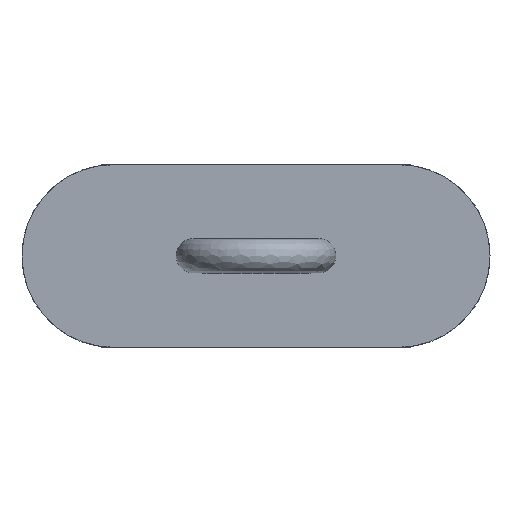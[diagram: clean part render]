
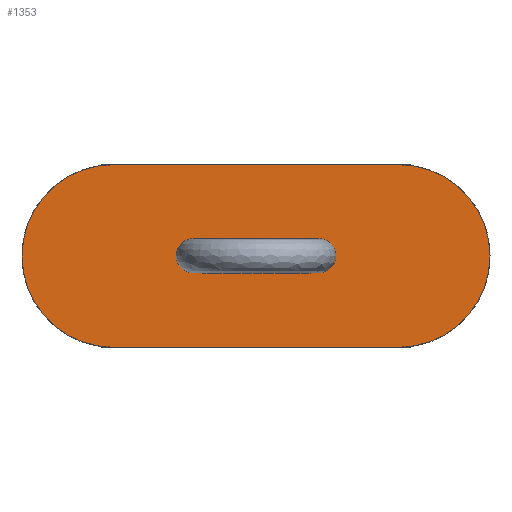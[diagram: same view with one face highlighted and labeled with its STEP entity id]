
A CAD part, top view. The second image highlights one B-rep face of the part: STEP entity #1353.
In plain terms, the highlighted planar face has unit normal (0, 0, 1).
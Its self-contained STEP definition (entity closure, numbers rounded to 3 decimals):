
#27=FACE_BOUND('',#200,.T.);
#42=CIRCLE('',#1419,16.);
#51=CIRCLE('',#1435,16.);
#55=CIRCLE('',#1484,2.75);
#56=CIRCLE('',#1485,2.75);
#119=FACE_OUTER_BOUND('',#199,.T.);
#199=EDGE_LOOP('',(#1129,#1130,#1131,#1132));
#200=EDGE_LOOP('',(#1133,#1134,#1135,#1136));
#366=LINE('',#2216,#510);
#374=LINE('',#2225,#518);
#375=LINE('',#2231,#519);
#376=LINE('',#2234,#520);
#510=VECTOR('',#1824,10.);
#518=VECTOR('',#1834,10.);
#519=VECTOR('',#1839,10.);
#520=VECTOR('',#1842,10.);
#549=VERTEX_POINT('',#1955);
#550=VERTEX_POINT('',#1957);
#561=VERTEX_POINT('',#1988);
#562=VERTEX_POINT('',#1990);
#629=VERTEX_POINT('',#2227);
#630=VERTEX_POINT('',#2228);
#631=VERTEX_POINT('',#2230);
#632=VERTEX_POINT('',#2232);
#673=EDGE_CURVE('',#550,#549,#42,.T.);
#690=EDGE_CURVE('',#562,#561,#51,.T.);
#806=EDGE_CURVE('',#549,#562,#366,.T.);
#814=EDGE_CURVE('',#561,#550,#374,.T.);
#815=EDGE_CURVE('',#629,#630,#55,.T.);
#816=EDGE_CURVE('',#631,#629,#375,.T.);
#817=EDGE_CURVE('',#632,#631,#56,.T.);
#818=EDGE_CURVE('',#630,#632,#376,.T.);
#1129=ORIENTED_EDGE('',*,*,#673,.T.);
#1130=ORIENTED_EDGE('',*,*,#806,.T.);
#1131=ORIENTED_EDGE('',*,*,#690,.T.);
#1132=ORIENTED_EDGE('',*,*,#814,.T.);
#1133=ORIENTED_EDGE('',*,*,#815,.F.);
#1134=ORIENTED_EDGE('',*,*,#816,.F.);
#1135=ORIENTED_EDGE('',*,*,#817,.F.);
#1136=ORIENTED_EDGE('',*,*,#818,.F.);
#1279=PLANE('',#1483);
#1353=ADVANCED_FACE('',(#119,#27),#1279,.T.);
#1419=AXIS2_PLACEMENT_3D('',#1958,#1581,#1582);
#1435=AXIS2_PLACEMENT_3D('',#1991,#1618,#1619);
#1483=AXIS2_PLACEMENT_3D('',#2226,#1835,#1836);
#1484=AXIS2_PLACEMENT_3D('',#2229,#1837,#1838);
#1485=AXIS2_PLACEMENT_3D('',#2233,#1840,#1841);
#1581=DIRECTION('center_axis',(0.,0.,1.));
#1582=DIRECTION('ref_axis',(0.,1.,0.));
#1618=DIRECTION('center_axis',(0.,0.,1.));
#1619=DIRECTION('ref_axis',(0.,-1.,0.));
#1824=DIRECTION('',(-1.,0.,0.));
#1834=DIRECTION('',(1.,0.,0.));
#1835=DIRECTION('center_axis',(0.,0.,1.));
#1836=DIRECTION('ref_axis',(-1.,0.,0.));
#1837=DIRECTION('center_axis',(0.,0.,1.));
#1838=DIRECTION('ref_axis',(0.,-1.,0.));
#1839=DIRECTION('',(-1.,0.,0.));
#1840=DIRECTION('center_axis',(0.,0.,1.));
#1841=DIRECTION('ref_axis',(0.,1.,0.));
#1842=DIRECTION('',(1.,0.,0.));
#1955=CARTESIAN_POINT('',(24.984,16.,2.4));
#1957=CARTESIAN_POINT('',(24.984,-16.,2.4));
#1958=CARTESIAN_POINT('Origin',(24.984,0.,2.4));
#1988=CARTESIAN_POINT('',(-25.016,-16.,2.4));
#1990=CARTESIAN_POINT('',(-25.016,16.,2.4));
#1991=CARTESIAN_POINT('Origin',(-25.016,0.,2.4));
#2216=CARTESIAN_POINT('',(24.984,16.,2.4));
#2225=CARTESIAN_POINT('',(-25.016,-16.,2.4));
#2226=CARTESIAN_POINT('Origin',(51.234,-20.,2.4));
#2227=CARTESIAN_POINT('',(-4.516,2.75,2.4));
#2228=CARTESIAN_POINT('',(-4.516,-2.75,2.4));
#2229=CARTESIAN_POINT('Origin',(-4.516,0.,2.4));
#2230=CARTESIAN_POINT('',(4.484,2.75,2.4));
#2231=CARTESIAN_POINT('',(4.484,2.75,2.4));
#2232=CARTESIAN_POINT('',(4.484,-2.75,2.4));
#2233=CARTESIAN_POINT('Origin',(4.484,0.,2.4));
#2234=CARTESIAN_POINT('',(-4.516,-2.75,2.4));
